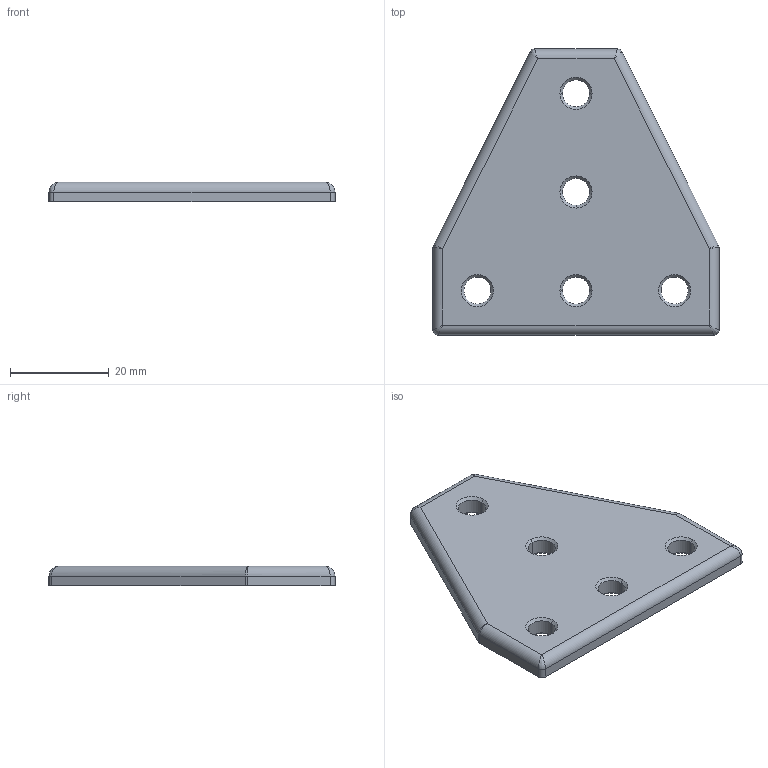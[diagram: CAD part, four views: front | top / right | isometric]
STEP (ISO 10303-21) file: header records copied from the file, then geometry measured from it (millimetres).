
FILE_DESCRIPTION (( 'STEP AP214' ), '1' );
FILE_NAME ('FIXE00H1669-Plaque de connexion TV1 60x60.step', '2023-03-24T09:54:21', ( 'Altae' ), ( '' ), 'SwSTEP 2.0', 'SolidWorks 2021', '' );
FILE_SCHEMA (( 'AUTOMOTIVE_DESIGN' ));
Length unit declared in the file: millimetre
Products named in the file (1): FIXE00H1669-Plaque de connexion TV1 60x60
Bounding box: 58 x 58 x 4 mm (x, y, z)
Volume: 9587 mm3; surface area: 5815.2 mm2
Topology: 1 solids, 1 shells, 56 faces, 130 edges, 70 vertices
Faces by surface type: cylinder 22, cone 20, plane 8, bspline 6
Entity records: 1744 total; most frequent: CARTESIAN_POINT 485, DIRECTION 266, ORIENTED_EDGE 248, EDGE_CURVE 124, AXIS2_PLACEMENT_3D 103, VERTEX_POINT 70, EDGE_LOOP 66, LINE 60
